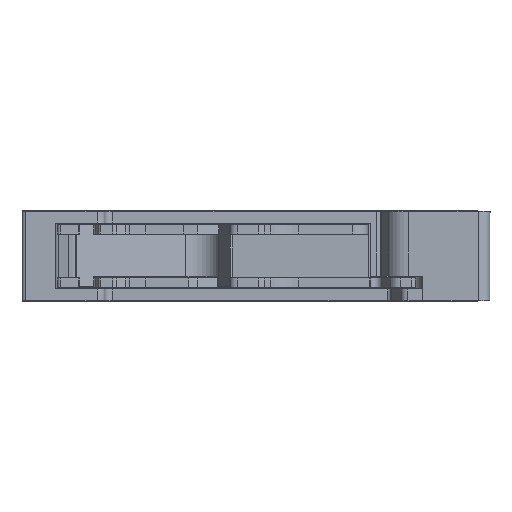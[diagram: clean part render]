
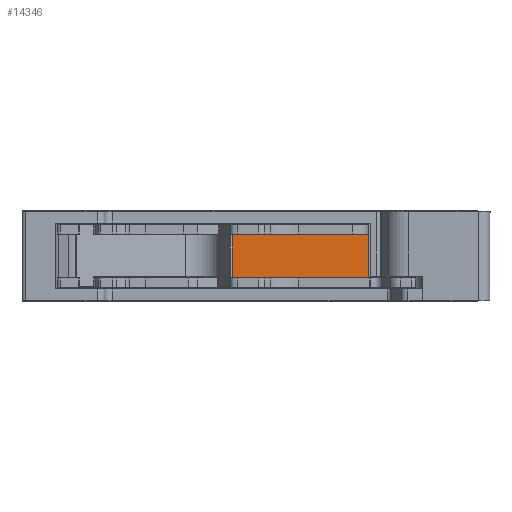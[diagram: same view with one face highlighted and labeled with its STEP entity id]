
A CAD part, front view. The second image highlights one B-rep face of the part: STEP entity #14346.
In plain terms, the highlighted planar face has unit normal (0, -1, 0).
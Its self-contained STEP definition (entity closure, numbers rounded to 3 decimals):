
#525 = DIRECTION ( 'NONE',  ( -1., 0., 0. ) ) ;
#551 = LINE ( 'NONE', #557, #9402 ) ;
#557 = CARTESIAN_POINT ( 'NONE',  ( 25.208, -88.844, -108.495 ) ) ;
#594 = DIRECTION ( 'NONE',  ( 0., 0., 1. ) ) ;
#602 = CARTESIAN_POINT ( 'NONE',  ( 24.458, -88.844, -146.854 ) ) ;
#607 = LINE ( 'NONE', #602, #9360 ) ;
#1370 = DIRECTION ( 'NONE',  ( 1., 0., 0. ) ) ;
#1380 = CARTESIAN_POINT ( 'NONE',  ( 45.225, -88.844, -108.295 ) ) ;
#1391 = LINE ( 'NONE', #1380, #9169 ) ;
#1419 = CARTESIAN_POINT ( 'NONE',  ( 45.225, -88.844, -107.095 ) ) ;
#1427 = LINE ( 'NONE', #1419, #9219 ) ;
#1429 = DIRECTION ( 'NONE',  ( 1., 0., 0. ) ) ;
#2221 = VERTEX_POINT ( 'NONE', #16171 ) ;
#2238 = VERTEX_POINT ( 'NONE', #16178 ) ;
#2295 = VERTEX_POINT ( 'NONE', #16236 ) ;
#2305 = VERTEX_POINT ( 'NONE', #16187 ) ;
#2378 = VERTEX_POINT ( 'NONE', #16303 ) ;
#2394 = VERTEX_POINT ( 'NONE', #16322 ) ;
#2412 = VERTEX_POINT ( 'NONE', #16359 ) ;
#2418 = VERTEX_POINT ( 'NONE', #16364 ) ;
#2575 = VERTEX_POINT ( 'NONE', #16536 ) ;
#3451 = CARTESIAN_POINT ( 'NONE',  ( -7.582, -88.844, -101.495 ) ) ;
#3478 = DIRECTION ( 'NONE',  ( 0., 0., -1. ) ) ;
#3494 = LINE ( 'NONE', #3451, #8364 ) ;
#5862 = DIRECTION ( 'NONE',  ( 0., -1., 0. ) ) ;
#5863 = FACE_OUTER_BOUND ( 'NONE', #10247, .T. ) ;
#5867 = PLANE ( 'NONE',  #8764 ) ;
#5871 = DIRECTION ( 'NONE',  ( 0., 0., -1. ) ) ;
#5877 = CARTESIAN_POINT ( 'NONE',  ( -12.005, -88.844, -146.854 ) ) ;
#6263 = CARTESIAN_POINT ( 'NONE',  ( -7.832, -88.844, -100.095 ) ) ;
#6449 = CARTESIAN_POINT ( 'NONE',  ( 24.458, -88.844, -108.495 ) ) ;
#6477 = CARTESIAN_POINT ( 'NONE',  ( 24.458, -88.844, -100.095 ) ) ;
#7736 = DIRECTION ( 'NONE',  ( 0., 0., 1. ) ) ;
#7739 = CARTESIAN_POINT ( 'NONE',  ( 24.458, -88.844, -146.854 ) ) ;
#7764 = LINE ( 'NONE', #7739, #12257 ) ;
#7826 = EDGE_CURVE ( 'NONE', #14650, #14928, #16564, .T. ) ;
#7828 = EDGE_CURVE ( 'NONE', #2238, #2394, #16583, .T. ) ;
#7841 = EDGE_CURVE ( 'NONE', #2221, #2295, #16653, .T. ) ;
#7864 = EDGE_CURVE ( 'NONE', #14851, #2575, #551, .T. ) ;
#7880 = EDGE_CURVE ( 'NONE', #14851, #2305, #607, .T. ) ;
#8101 = EDGE_CURVE ( 'NONE', #2295, #2305, #1391, .T. ) ;
#8121 = EDGE_CURVE ( 'NONE', #2221, #2238, #1427, .T. ) ;
#8264 = EDGE_CURVE ( 'NONE', #2418, #2394, #11191, .T. ) ;
#8364 = VECTOR ( 'NONE', #3478, 1000. ) ;
#8764 = AXIS2_PLACEMENT_3D ( 'NONE', #5877, #5862, #5871 ) ;
#9169 = VECTOR ( 'NONE', #1370, 1000. ) ;
#9219 = VECTOR ( 'NONE', #1429, 1000. ) ;
#9289 = VECTOR ( 'NONE', #16577, 1000. ) ;
#9304 = VECTOR ( 'NONE', #16570, 1000. ) ;
#9330 = VECTOR ( 'NONE', #16635, 1000. ) ;
#9360 = VECTOR ( 'NONE', #594, 1000. ) ;
#9402 = VECTOR ( 'NONE', #525, 1000. ) ;
#10247 = EDGE_LOOP ( 'NONE', ( #15922, #15843, #15939, #15926, #15853, #15862, #15874, #15906, #15909, #15864, #15838, #15930 ) ) ;
#11191 = LINE ( 'NONE', #11198, #12902 ) ;
#11198 = CARTESIAN_POINT ( 'NONE',  ( 22.458, -88.844, -101.495 ) ) ;
#11214 = DIRECTION ( 'NONE',  ( 1., 0., 0. ) ) ;
#11678 = CARTESIAN_POINT ( 'NONE',  ( -7.832, -88.844, -121.795 ) ) ;
#11680 = DIRECTION ( 'NONE',  ( 0., 0., 1. ) ) ;
#11708 = LINE ( 'NONE', #11678, #13081 ) ;
#11766 = CARTESIAN_POINT ( 'NONE',  ( 22.458, -88.844, -100.295 ) ) ;
#11785 = DIRECTION ( 'NONE',  ( 1., 0., 0. ) ) ;
#11786 = LINE ( 'NONE', #11766, #13166 ) ;
#12018 = EDGE_CURVE ( 'NONE', #2575, #14650, #11708, .T. ) ;
#12041 = EDGE_CURVE ( 'NONE', #2412, #2378, #11786, .T. ) ;
#12257 = VECTOR ( 'NONE', #7736, 1000. ) ;
#12902 = VECTOR ( 'NONE', #11214, 1000. ) ;
#13081 = VECTOR ( 'NONE', #11680, 1000. ) ;
#13166 = VECTOR ( 'NONE', #11785, 1000. ) ;
#13453 = EDGE_CURVE ( 'NONE', #2378, #14928, #7764, .T. ) ;
#13939 = EDGE_CURVE ( 'NONE', #2412, #2418, #3494, .T. ) ;
#14346 = ADVANCED_FACE ( 'NONE', ( #5863 ), #5867, .T. ) ;
#14650 = VERTEX_POINT ( 'NONE', #6263 ) ;
#14851 = VERTEX_POINT ( 'NONE', #6449 ) ;
#14928 = VERTEX_POINT ( 'NONE', #6477 ) ;
#15838 = ORIENTED_EDGE ( 'NONE', *, *, #8121, .T. ) ;
#15843 = ORIENTED_EDGE ( 'NONE', *, *, #13939, .F. ) ;
#15853 = ORIENTED_EDGE ( 'NONE', *, *, #7826, .F. ) ;
#15862 = ORIENTED_EDGE ( 'NONE', *, *, #12018, .F. ) ;
#15864 = ORIENTED_EDGE ( 'NONE', *, *, #7841, .F. ) ;
#15874 = ORIENTED_EDGE ( 'NONE', *, *, #7864, .F. ) ;
#15906 = ORIENTED_EDGE ( 'NONE', *, *, #7880, .T. ) ;
#15909 = ORIENTED_EDGE ( 'NONE', *, *, #8101, .F. ) ;
#15922 = ORIENTED_EDGE ( 'NONE', *, *, #8264, .F. ) ;
#15926 = ORIENTED_EDGE ( 'NONE', *, *, #13453, .T. ) ;
#15930 = ORIENTED_EDGE ( 'NONE', *, *, #7828, .T. ) ;
#15939 = ORIENTED_EDGE ( 'NONE', *, *, #12041, .T. ) ;
#16171 = CARTESIAN_POINT ( 'NONE',  ( -7.582, -88.844, -107.095 ) ) ;
#16178 = CARTESIAN_POINT ( 'NONE',  ( 24.458, -88.844, -107.095 ) ) ;
#16187 = CARTESIAN_POINT ( 'NONE',  ( 24.458, -88.844, -108.295 ) ) ;
#16236 = CARTESIAN_POINT ( 'NONE',  ( -7.582, -88.844, -108.295 ) ) ;
#16303 = CARTESIAN_POINT ( 'NONE',  ( 24.458, -88.844, -100.295 ) ) ;
#16322 = CARTESIAN_POINT ( 'NONE',  ( 24.458, -88.844, -101.495 ) ) ;
#16359 = CARTESIAN_POINT ( 'NONE',  ( -7.582, -88.844, -100.295 ) ) ;
#16364 = CARTESIAN_POINT ( 'NONE',  ( -7.582, -88.844, -101.495 ) ) ;
#16536 = CARTESIAN_POINT ( 'NONE',  ( -7.832, -88.844, -108.495 ) ) ;
#16564 = LINE ( 'NONE', #16600, #9289 ) ;
#16570 = DIRECTION ( 'NONE',  ( 0., 0., 1. ) ) ;
#16571 = CARTESIAN_POINT ( 'NONE',  ( 24.458, -88.844, -146.854 ) ) ;
#16577 = DIRECTION ( 'NONE',  ( 1., 0., 0. ) ) ;
#16583 = LINE ( 'NONE', #16571, #9304 ) ;
#16600 = CARTESIAN_POINT ( 'NONE',  ( 25.208, -88.844, -100.095 ) ) ;
#16608 = CARTESIAN_POINT ( 'NONE',  ( -7.582, -88.844, -101.495 ) ) ;
#16635 = DIRECTION ( 'NONE',  ( 0., 0., -1. ) ) ;
#16653 = LINE ( 'NONE', #16608, #9330 ) ;
